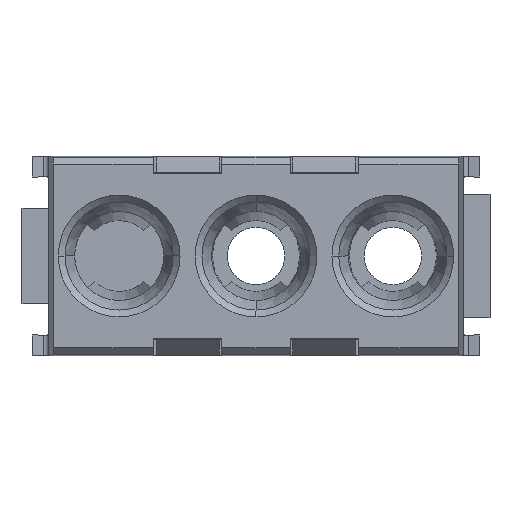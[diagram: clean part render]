
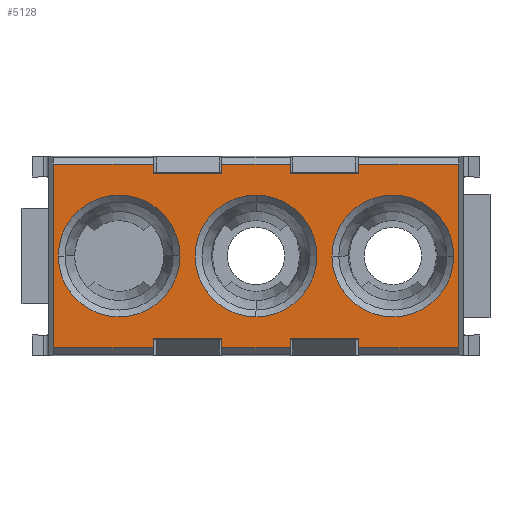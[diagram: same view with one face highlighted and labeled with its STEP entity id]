
A CAD part, front view. The second image highlights one B-rep face of the part: STEP entity #5128.
In plain terms, the highlighted planar face has unit normal (0, -1, 0).
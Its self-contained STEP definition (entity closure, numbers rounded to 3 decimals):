
#271=DIRECTION('',(-1.,0.,0.));
#272=VECTOR('',#271,5.);
#273=CARTESIAN_POINT('',(7.5,-63.1,-6.013));
#274=LINE('',#273,#272);
#275=DIRECTION('',(0.,0.,1.));
#276=VECTOR('',#275,0.7);
#277=CARTESIAN_POINT('',(-2.5,-63.1,-6.713));
#278=LINE('',#277,#276);
#279=DIRECTION('',(0.,0.,-1.));
#280=VECTOR('',#279,0.7);
#281=CARTESIAN_POINT('',(-7.5,-63.1,-6.013));
#282=LINE('',#281,#280);
#283=DIRECTION('',(-1.,0.,0.));
#284=VECTOR('',#283,7.301);
#285=CARTESIAN_POINT('',(-7.5,-63.1,-6.713));
#286=LINE('',#285,#284);
#287=DIRECTION('',(0.,0.,1.));
#288=VECTOR('',#287,13.425);
#289=CARTESIAN_POINT('',(-14.801,-63.1,-6.713));
#290=LINE('',#289,#288);
#291=DIRECTION('',(1.,0.,0.));
#292=VECTOR('',#291,7.301);
#293=CARTESIAN_POINT('',(-14.801,-63.1,6.713));
#294=LINE('',#293,#292);
#295=DIRECTION('',(1.,0.,0.));
#296=VECTOR('',#295,5.);
#297=CARTESIAN_POINT('',(-7.5,-63.1,6.013));
#298=LINE('',#297,#296);
#299=DIRECTION('',(0.,0.,-1.));
#300=VECTOR('',#299,0.7);
#301=CARTESIAN_POINT('',(2.5,-63.1,6.713));
#302=LINE('',#301,#300);
#303=DIRECTION('',(0.,0.,1.));
#304=VECTOR('',#303,0.7);
#305=CARTESIAN_POINT('',(7.5,-63.1,6.013));
#306=LINE('',#305,#304);
#307=DIRECTION('',(0.,0.,-1.));
#308=VECTOR('',#307,13.425);
#309=CARTESIAN_POINT('',(14.801,-63.1,6.713));
#310=LINE('',#309,#308);
#311=CARTESIAN_POINT('',(10.,-63.1,0.));
#312=DIRECTION('',(0.,-1.,0.));
#313=DIRECTION('',(-1.,0.,0.));
#314=AXIS2_PLACEMENT_3D('',#311,#312,#313);
#316=CARTESIAN_POINT('',(10.,-63.1,0.));
#317=DIRECTION('',(0.,-1.,0.));
#318=DIRECTION('',(1.,0.,0.));
#319=AXIS2_PLACEMENT_3D('',#316,#317,#318);
#321=CARTESIAN_POINT('',(0.,-63.1,0.));
#322=DIRECTION('',(0.,-1.,0.));
#323=DIRECTION('',(0.,0.,-1.));
#324=AXIS2_PLACEMENT_3D('',#321,#322,#323);
#326=CARTESIAN_POINT('',(0.,-63.1,0.));
#327=DIRECTION('',(0.,-1.,0.));
#328=DIRECTION('',(0.,0.,1.));
#329=AXIS2_PLACEMENT_3D('',#326,#327,#328);
#331=CARTESIAN_POINT('',(-10.,-63.1,0.));
#332=DIRECTION('',(0.,-1.,0.));
#333=DIRECTION('',(-1.,0.,0.));
#334=AXIS2_PLACEMENT_3D('',#331,#332,#333);
#336=CARTESIAN_POINT('',(-10.,-63.1,0.));
#337=DIRECTION('',(0.,-1.,0.));
#338=DIRECTION('',(1.,0.,0.));
#339=AXIS2_PLACEMENT_3D('',#336,#337,#338);
#345=DIRECTION('',(1.,0.,0.));
#346=VECTOR('',#345,7.301);
#347=CARTESIAN_POINT('',(7.5,-63.1,-6.713));
#348=LINE('',#347,#346);
#619=DIRECTION('',(-1.,0.,0.));
#620=VECTOR('',#619,7.301);
#621=CARTESIAN_POINT('',(14.801,-63.1,6.713));
#622=LINE('',#621,#620);
#683=DIRECTION('',(-1.,0.,0.));
#684=VECTOR('',#683,5.);
#685=CARTESIAN_POINT('',(7.5,-63.1,6.013));
#686=LINE('',#685,#684);
#687=DIRECTION('',(-1.,0.,0.));
#688=VECTOR('',#687,5.);
#689=CARTESIAN_POINT('',(2.5,-63.1,6.713));
#690=LINE('',#689,#688);
#711=DIRECTION('',(0.,0.,-1.));
#712=VECTOR('',#711,0.7);
#713=CARTESIAN_POINT('',(-2.5,-63.1,6.713));
#714=LINE('',#713,#712);
#747=DIRECTION('',(0.,0.,1.));
#748=VECTOR('',#747,0.7);
#749=CARTESIAN_POINT('',(-7.5,-63.1,6.013));
#750=LINE('',#749,#748);
#1099=DIRECTION('',(1.,0.,0.));
#1100=VECTOR('',#1099,5.);
#1101=CARTESIAN_POINT('',(-7.5,-63.1,-6.013));
#1102=LINE('',#1101,#1100);
#1103=DIRECTION('',(1.,0.,0.));
#1104=VECTOR('',#1103,5.);
#1105=CARTESIAN_POINT('',(-2.5,-63.1,-6.713));
#1106=LINE('',#1105,#1104);
#1127=DIRECTION('',(0.,0.,1.));
#1128=VECTOR('',#1127,0.7);
#1129=CARTESIAN_POINT('',(2.5,-63.1,-6.713));
#1130=LINE('',#1129,#1128);
#1159=DIRECTION('',(0.,0.,-1.));
#1160=VECTOR('',#1159,0.7);
#1161=CARTESIAN_POINT('',(7.5,-63.1,-6.013));
#1162=LINE('',#1161,#1160);
#3763=CARTESIAN_POINT('',(5.55,-63.1,0.));
#3764=CARTESIAN_POINT('',(14.45,-63.1,0.));
#3765=VERTEX_POINT('',#3763);
#3766=VERTEX_POINT('',#3764);
#3767=CARTESIAN_POINT('',(7.5,-63.1,-6.713));
#3768=CARTESIAN_POINT('',(14.801,-63.1,-6.713));
#3769=VERTEX_POINT('',#3767);
#3770=VERTEX_POINT('',#3768);
#3771=CARTESIAN_POINT('',(7.5,-63.1,-6.013));
#3772=VERTEX_POINT('',#3771);
#3773=CARTESIAN_POINT('',(2.5,-63.1,-6.013));
#3774=VERTEX_POINT('',#3773);
#3775=CARTESIAN_POINT('',(2.5,-63.1,-6.713));
#3776=VERTEX_POINT('',#3775);
#3777=CARTESIAN_POINT('',(-2.5,-63.1,-6.713));
#3778=VERTEX_POINT('',#3777);
#3779=CARTESIAN_POINT('',(-2.5,-63.1,-6.013));
#3780=VERTEX_POINT('',#3779);
#3781=CARTESIAN_POINT('',(-7.5,-63.1,-6.013));
#3782=VERTEX_POINT('',#3781);
#3783=CARTESIAN_POINT('',(-7.5,-63.1,-6.713));
#3784=VERTEX_POINT('',#3783);
#3785=CARTESIAN_POINT('',(-14.801,-63.1,-6.713));
#3786=VERTEX_POINT('',#3785);
#3787=CARTESIAN_POINT('',(-14.801,-63.1,6.713));
#3788=VERTEX_POINT('',#3787);
#3789=CARTESIAN_POINT('',(-7.5,-63.1,6.713));
#3790=VERTEX_POINT('',#3789);
#3791=CARTESIAN_POINT('',(-7.5,-63.1,6.013));
#3792=VERTEX_POINT('',#3791);
#3793=CARTESIAN_POINT('',(-2.5,-63.1,6.013));
#3794=VERTEX_POINT('',#3793);
#3795=CARTESIAN_POINT('',(-2.5,-63.1,6.713));
#3796=VERTEX_POINT('',#3795);
#3797=CARTESIAN_POINT('',(2.5,-63.1,6.713));
#3798=VERTEX_POINT('',#3797);
#3799=CARTESIAN_POINT('',(2.5,-63.1,6.013));
#3800=VERTEX_POINT('',#3799);
#3801=CARTESIAN_POINT('',(7.5,-63.1,6.013));
#3802=VERTEX_POINT('',#3801);
#3803=CARTESIAN_POINT('',(7.5,-63.1,6.713));
#3804=VERTEX_POINT('',#3803);
#3805=CARTESIAN_POINT('',(14.801,-63.1,6.713));
#3806=VERTEX_POINT('',#3805);
#3807=CARTESIAN_POINT('',(0.,-63.1,
-4.45));
#3808=CARTESIAN_POINT('',(0.,-63.1,
4.45));
#3809=VERTEX_POINT('',#3807);
#3810=VERTEX_POINT('',#3808);
#3811=CARTESIAN_POINT('',(-14.45,-63.1,0.));
#3812=CARTESIAN_POINT('',(-5.55,-63.1,0.));
#3813=VERTEX_POINT('',#3811);
#3814=VERTEX_POINT('',#3812);
#5064=CARTESIAN_POINT('',(0.,-63.1,0.));
#5065=DIRECTION('',(0.,1.,0.));
#5066=DIRECTION('',(1.,0.,0.));
#5067=AXIS2_PLACEMENT_3D('',#5064,#5065,#5066);
#5068=PLANE('',#5067);
#5070=ORIENTED_EDGE('',*,*,#5069,.F.);
#5072=ORIENTED_EDGE('',*,*,#5071,.F.);
#5074=ORIENTED_EDGE('',*,*,#5073,.T.);
#5076=ORIENTED_EDGE('',*,*,#5075,.F.);
#5078=ORIENTED_EDGE('',*,*,#5077,.F.);
#5080=ORIENTED_EDGE('',*,*,#5079,.T.);
#5082=ORIENTED_EDGE('',*,*,#5081,.F.);
#5084=ORIENTED_EDGE('',*,*,#5083,.T.);
#5086=ORIENTED_EDGE('',*,*,#5085,.T.);
#5088=ORIENTED_EDGE('',*,*,#5087,.T.);
#5090=ORIENTED_EDGE('',*,*,#5089,.T.);
#5092=ORIENTED_EDGE('',*,*,#5091,.F.);
#5094=ORIENTED_EDGE('',*,*,#5093,.T.);
#5096=ORIENTED_EDGE('',*,*,#5095,.F.);
#5098=ORIENTED_EDGE('',*,*,#5097,.F.);
#5100=ORIENTED_EDGE('',*,*,#5099,.T.);
#5102=ORIENTED_EDGE('',*,*,#5101,.F.);
#5104=ORIENTED_EDGE('',*,*,#5103,.T.);
#5106=ORIENTED_EDGE('',*,*,#5105,.F.);
#5108=ORIENTED_EDGE('',*,*,#5107,.T.);
#5109=EDGE_LOOP('',(#5070,#5072,#5074,#5076,#5078,#5080,#5082,#5084,#5086,#5088,
#5090,#5092,#5094,#5096,#5098,#5100,#5102,#5104,#5106,#5108));
#5110=FACE_OUTER_BOUND('',#5109,.F.);
#5111=ORIENTED_EDGE('',*,*,#5054,.T.);
#5113=ORIENTED_EDGE('',*,*,#5112,.T.);
#5114=EDGE_LOOP('',(#5111,#5113));
#5115=FACE_BOUND('',#5114,.F.);
#5117=ORIENTED_EDGE('',*,*,#5116,.T.);
#5119=ORIENTED_EDGE('',*,*,#5118,.T.);
#5120=EDGE_LOOP('',(#5117,#5119));
#5121=FACE_BOUND('',#5120,.F.);
#5123=ORIENTED_EDGE('',*,*,#5122,.T.);
#5125=ORIENTED_EDGE('',*,*,#5124,.T.);
#5126=EDGE_LOOP('',(#5123,#5125));
#5127=FACE_BOUND('',#5126,.F.);
#5128=ADVANCED_FACE('',(#5110,#5115,#5121,#5127),#5068,.F.);
#315=CIRCLE('',#314,4.45);
#320=CIRCLE('',#319,4.45);
#325=CIRCLE('',#324,4.45);
#330=CIRCLE('',#329,4.45);
#335=CIRCLE('',#334,4.45);
#340=CIRCLE('',#339,4.45);
#5054=EDGE_CURVE('',#3765,#3766,#315,.T.);
#5069=EDGE_CURVE('',#3769,#3770,#348,.T.);
#5071=EDGE_CURVE('',#3772,#3769,#1162,.T.);
#5073=EDGE_CURVE('',#3772,#3774,#274,.T.);
#5075=EDGE_CURVE('',#3776,#3774,#1130,.T.);
#5077=EDGE_CURVE('',#3778,#3776,#1106,.T.);
#5079=EDGE_CURVE('',#3778,#3780,#278,.T.);
#5081=EDGE_CURVE('',#3782,#3780,#1102,.T.);
#5083=EDGE_CURVE('',#3782,#3784,#282,.T.);
#5085=EDGE_CURVE('',#3784,#3786,#286,.T.);
#5087=EDGE_CURVE('',#3786,#3788,#290,.T.);
#5089=EDGE_CURVE('',#3788,#3790,#294,.T.);
#5091=EDGE_CURVE('',#3792,#3790,#750,.T.);
#5093=EDGE_CURVE('',#3792,#3794,#298,.T.);
#5095=EDGE_CURVE('',#3796,#3794,#714,.T.);
#5097=EDGE_CURVE('',#3798,#3796,#690,.T.);
#5099=EDGE_CURVE('',#3798,#3800,#302,.T.);
#5101=EDGE_CURVE('',#3802,#3800,#686,.T.);
#5103=EDGE_CURVE('',#3802,#3804,#306,.T.);
#5105=EDGE_CURVE('',#3806,#3804,#622,.T.);
#5107=EDGE_CURVE('',#3806,#3770,#310,.T.);
#5112=EDGE_CURVE('',#3766,#3765,#320,.T.);
#5116=EDGE_CURVE('',#3809,#3810,#325,.T.);
#5118=EDGE_CURVE('',#3810,#3809,#330,.T.);
#5122=EDGE_CURVE('',#3813,#3814,#335,.T.);
#5124=EDGE_CURVE('',#3814,#3813,#340,.T.);
